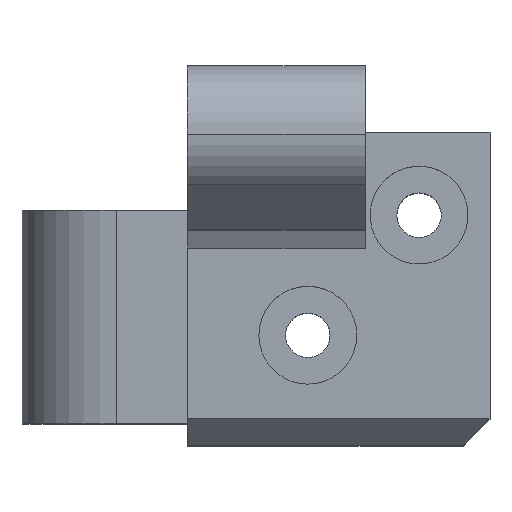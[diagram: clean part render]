
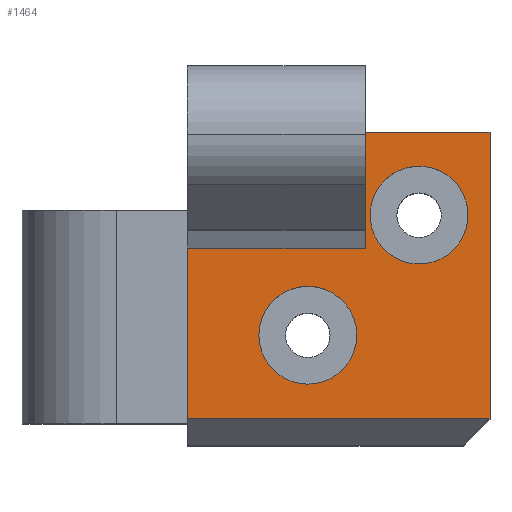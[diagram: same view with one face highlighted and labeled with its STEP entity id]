
A CAD part, top view. The second image highlights one B-rep face of the part: STEP entity #1464.
In plain terms, the highlighted planar face has unit normal (0, 0, 1).
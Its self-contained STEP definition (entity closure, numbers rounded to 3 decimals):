
#9 = CARTESIAN_POINT ( 'NONE',  ( -83.625, 11.45, 78.6 ) ) ;
#15 = DIRECTION ( 'NONE',  ( -1., 0., 0. ) ) ;
#49 = DIRECTION ( 'NONE',  ( 0., 0., -1. ) ) ;
#57 = AXIS2_PLACEMENT_3D ( 'NONE', #189, #1073, #935 ) ;
#68 = CARTESIAN_POINT ( 'NONE',  ( -89.65, 20.75, 78.6 ) ) ;
#110 = AXIS2_PLACEMENT_3D ( 'NONE', #183, #1783, #1246 ) ;
#175 = ORIENTED_EDGE ( 'NONE', *, *, #843, .T. ) ;
#183 = CARTESIAN_POINT ( 'NONE',  ( -96.124, -2.05, 78.6 ) ) ;
#189 = CARTESIAN_POINT ( 'NONE',  ( -86.75, -9.45, 78.6 ) ) ;
#190 = VECTOR ( 'NONE', #1726, 1000. ) ;
#209 = LINE ( 'NONE', #1251, #708 ) ;
#220 = LINE ( 'NONE', #1292, #1773 ) ;
#222 = EDGE_CURVE ( 'NONE', #951, #1523, #1396, .T. ) ;
#232 = DIRECTION ( 'NONE',  ( 1., 0., 0. ) ) ;
#292 = DIRECTION ( 'NONE',  ( -1., 0., 0. ) ) ;
#341 = ORIENTED_EDGE ( 'NONE', *, *, #222, .T. ) ;
#344 = VERTEX_POINT ( 'NONE', #1112 ) ;
#353 = EDGE_CURVE ( 'NONE', #406, #1496, #1925, .T. ) ;
#362 = VERTEX_POINT ( 'NONE', #777 ) ;
#386 = EDGE_LOOP ( 'NONE', ( #1376, #341, #1391, #914, #696, #1458 ) ) ;
#401 = ORIENTED_EDGE ( 'NONE', *, *, #1370, .T. ) ;
#406 = VERTEX_POINT ( 'NONE', #1771 ) ;
#412 = CIRCLE ( 'NONE', #1518, 5.5 ) ;
#417 = CIRCLE ( 'NONE', #1719, 5.5 ) ;
#487 = CIRCLE ( 'NONE', #1625, 5.5 ) ;
#517 = DIRECTION ( 'NONE',  ( -1., 0., 0. ) ) ;
#590 = DIRECTION ( 'NONE',  ( -1., 0., 0. ) ) ;
#609 = CARTESIAN_POINT ( 'NONE',  ( -75.65, -9.45, 78.6 ) ) ;
#625 = VERTEX_POINT ( 'NONE', #1839 ) ;
#640 = DIRECTION ( 'NONE',  ( 0., 0., -1. ) ) ;
#659 = CARTESIAN_POINT ( 'NONE',  ( -96.124, -2.05, 78.6 ) ) ;
#684 = CARTESIAN_POINT ( 'NONE',  ( -109.65, 7.75, 78.6 ) ) ;
#696 = ORIENTED_EDGE ( 'NONE', *, *, #790, .F. ) ;
#708 = VECTOR ( 'NONE', #517, 1000. ) ;
#715 = DIRECTION ( 'NONE',  ( 0., 1., 0. ) ) ;
#729 = LINE ( 'NONE', #1335, #1474 ) ;
#741 = EDGE_CURVE ( 'NONE', #344, #874, #1599, .T. ) ;
#776 = FACE_BOUND ( 'NONE', #1179, .T. ) ;
#777 = CARTESIAN_POINT ( 'NONE',  ( -90.624, -2.05, 78.6 ) ) ;
#790 = EDGE_CURVE ( 'NONE', #1496, #344, #729, .T. ) ;
#809 = PLANE ( 'NONE',  #57 ) ;
#843 = EDGE_CURVE ( 'NONE', #1056, #625, #417, .T. ) ;
#874 = VERTEX_POINT ( 'NONE', #684 ) ;
#914 = ORIENTED_EDGE ( 'NONE', *, *, #741, .F. ) ;
#935 = DIRECTION ( 'NONE',  ( -1., 0., 0. ) ) ;
#941 = CARTESIAN_POINT ( 'NONE',  ( -101.624, -2.05, 78.6 ) ) ;
#951 = VERTEX_POINT ( 'NONE', #1588 ) ;
#1035 = EDGE_CURVE ( 'NONE', #1815, #362, #487, .T. ) ;
#1056 = VERTEX_POINT ( 'NONE', #1074 ) ;
#1073 = DIRECTION ( 'NONE',  ( 0., 0., -1. ) ) ;
#1074 = CARTESIAN_POINT ( 'NONE',  ( -84.071, 5.968, 78.6 ) ) ;
#1087 = EDGE_CURVE ( 'NONE', #1523, #874, #209, .T. ) ;
#1112 = CARTESIAN_POINT ( 'NONE',  ( -109.65, -11.45, 78.6 ) ) ;
#1129 = EDGE_CURVE ( 'NONE', #951, #406, #220, .T. ) ;
#1179 = EDGE_LOOP ( 'NONE', ( #1740, #1510 ) ) ;
#1229 = DIRECTION ( 'NONE',  ( -1., 0., 0. ) ) ;
#1240 = CARTESIAN_POINT ( 'NONE',  ( -83.625, 11.45, 78.6 ) ) ;
#1246 = DIRECTION ( 'NONE',  ( -1., 0., 0. ) ) ;
#1251 = CARTESIAN_POINT ( 'NONE',  ( -89.65, 7.75, 78.6 ) ) ;
#1271 = VECTOR ( 'NONE', #715, 1000. ) ;
#1292 = CARTESIAN_POINT ( 'NONE',  ( -84.45, 20.75, 78.6 ) ) ;
#1313 = CIRCLE ( 'NONE', #110, 5.5 ) ;
#1335 = CARTESIAN_POINT ( 'NONE',  ( -86.75, -11.45, 78.6 ) ) ;
#1370 = EDGE_CURVE ( 'NONE', #625, #1056, #412, .T. ) ;
#1376 = ORIENTED_EDGE ( 'NONE', *, *, #1129, .F. ) ;
#1380 = CARTESIAN_POINT ( 'NONE',  ( -75.65, -11.45, 78.6 ) ) ;
#1391 = ORIENTED_EDGE ( 'NONE', *, *, #1087, .T. ) ;
#1396 = LINE ( 'NONE', #68, #190 ) ;
#1458 = ORIENTED_EDGE ( 'NONE', *, *, #353, .F. ) ;
#1464 = ADVANCED_FACE ( 'NONE', ( #1789, #776, #1677 ), #809, .F. ) ;
#1474 = VECTOR ( 'NONE', #590, 1000. ) ;
#1496 = VERTEX_POINT ( 'NONE', #1380 ) ;
#1504 = VECTOR ( 'NONE', #1732, 1000. ) ;
#1510 = ORIENTED_EDGE ( 'NONE', *, *, #1838, .T. ) ;
#1518 = AXIS2_PLACEMENT_3D ( 'NONE', #9, #1616, #292 ) ;
#1523 = VERTEX_POINT ( 'NONE', #1639 ) ;
#1588 = CARTESIAN_POINT ( 'NONE',  ( -89.65, 20.75, 78.6 ) ) ;
#1589 = CARTESIAN_POINT ( 'NONE',  ( -109.65, 0., 78.6 ) ) ;
#1599 = LINE ( 'NONE', #1589, #1271 ) ;
#1616 = DIRECTION ( 'NONE',  ( 0., 0., -1. ) ) ;
#1625 = AXIS2_PLACEMENT_3D ( 'NONE', #659, #640, #15 ) ;
#1639 = CARTESIAN_POINT ( 'NONE',  ( -89.65, 7.75, 78.6 ) ) ;
#1677 = FACE_BOUND ( 'NONE', #1861, .T. ) ;
#1719 = AXIS2_PLACEMENT_3D ( 'NONE', #1240, #49, #1229 ) ;
#1726 = DIRECTION ( 'NONE',  ( 0., -1., 0. ) ) ;
#1732 = DIRECTION ( 'NONE',  ( 0., -1., 0. ) ) ;
#1740 = ORIENTED_EDGE ( 'NONE', *, *, #1035, .T. ) ;
#1771 = CARTESIAN_POINT ( 'NONE',  ( -75.65, 20.75, 78.6 ) ) ;
#1773 = VECTOR ( 'NONE', #232, 1000. ) ;
#1783 = DIRECTION ( 'NONE',  ( 0., 0., -1. ) ) ;
#1789 = FACE_OUTER_BOUND ( 'NONE', #386, .T. ) ;
#1815 = VERTEX_POINT ( 'NONE', #941 ) ;
#1838 = EDGE_CURVE ( 'NONE', #362, #1815, #1313, .T. ) ;
#1839 = CARTESIAN_POINT ( 'NONE',  ( -83.178, 16.932, 78.6 ) ) ;
#1861 = EDGE_LOOP ( 'NONE', ( #401, #175 ) ) ;
#1925 = LINE ( 'NONE', #609, #1504 ) ;
